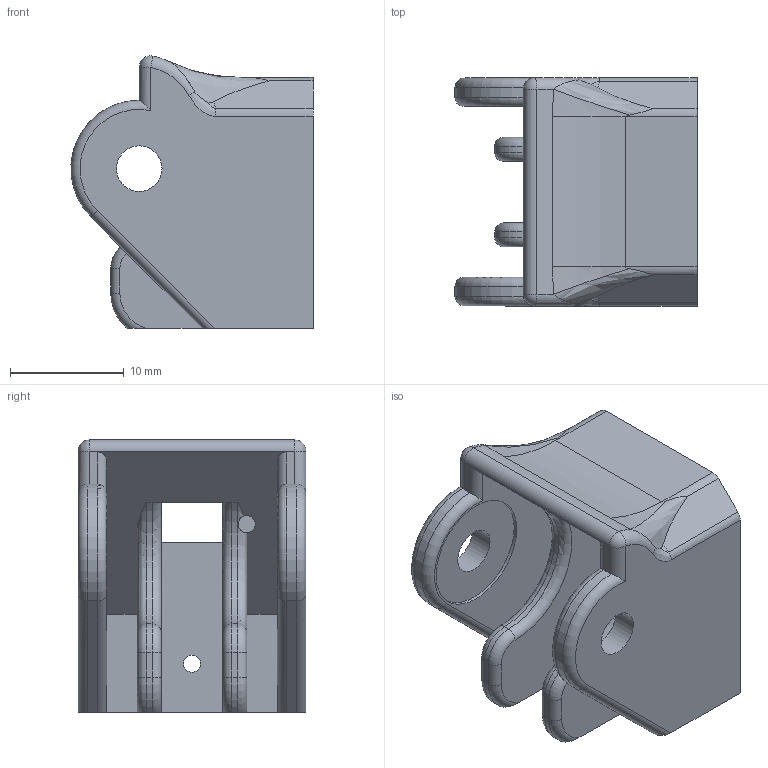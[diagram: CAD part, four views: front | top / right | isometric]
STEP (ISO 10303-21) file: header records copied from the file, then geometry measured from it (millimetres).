
FILE_DESCRIPTION(/* description */ ('Unknown'),/* implementation_level */ '2;1');
FILE_NAME(/* name */ 'hinge gen01 female',/* time_stamp */ '2023-01-17T14:04:18+01:00',/* author */ ('Unknown'),/* organization */ ('Unknown'),/* preprocessor_version */ 'ST-DEVELOPER v18.102',/* originating_system */ 'Solid Edge',/* authorisation */ 'Unknown');
FILE_SCHEMA (('AUTOMOTIVE_DESIGN {1 0 10303 214 3 1 1}'));
Length unit declared in the file: millimetre
Products named in the file (1): hinge gen01 female
Bounding box: 21.24 x 20 x 23.9 mm (x, y, z)
Volume: 3942 mm3; surface area: 3545.6 mm2
Topology: 1 solids, 1 shells, 88 faces, 227 edges, 140 vertices
Faces by surface type: cylinder 33, plane 27, torus 18, bspline 8, sphere 2
Full cylindrical faces by diameter (mm): 1.5 x2, 4 x2, 10 x2
Entity records: 2801 total; most frequent: CARTESIAN_POINT 693, DIRECTION 435, ORIENTED_EDGE 432, EDGE_CURVE 216, AXIS2_PLACEMENT_3D 171, VERTEX_POINT 137, EDGE_LOOP 103, FACE_BOUND 103
